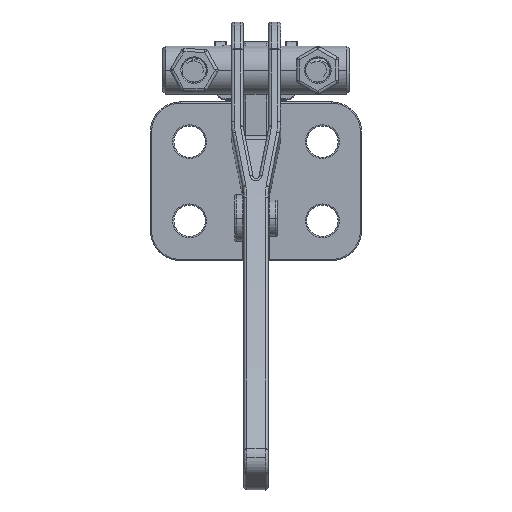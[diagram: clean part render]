
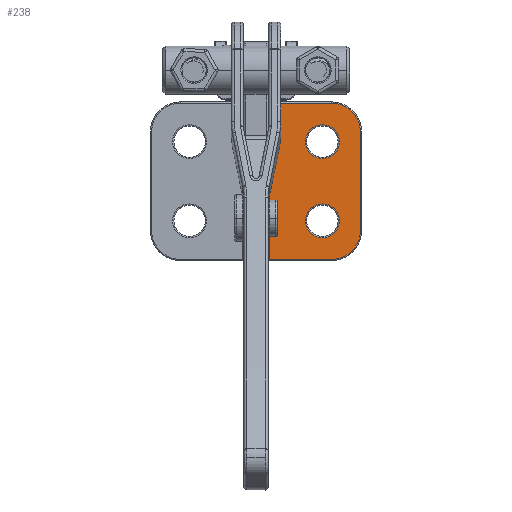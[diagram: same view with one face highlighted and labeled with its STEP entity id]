
A CAD part, top view. The second image highlights one B-rep face of the part: STEP entity #238.
In plain terms, the highlighted planar face has unit normal (0, 0, 1).
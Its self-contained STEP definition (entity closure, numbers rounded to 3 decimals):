
#171 = ORIENTED_EDGE ( 'NONE', *, *, #185, .T. ) ;
#185 = EDGE_CURVE ( 'NONE', #226, #227, #6625, .T. ) ;
#192 = VERTEX_POINT ( 'NONE', #6649 ) ;
#206 = VERTEX_POINT ( 'NONE', #6690 ) ;
#208 = EDGE_LOOP ( 'NONE', ( #171, #237, #210, #221, #218, #231 ) ) ;
#210 = ORIENTED_EDGE ( 'NONE', *, *, #236, .T. ) ;
#211 = EDGE_CURVE ( 'NONE', #235, #206, #6682, .T. ) ;
#213 = VERTEX_POINT ( 'NONE', #6673 ) ;
#217 = EDGE_CURVE ( 'NONE', #38071, #38081, #6683, .T. ) ;
#218 = ORIENTED_EDGE ( 'NONE', *, *, #229, .T. ) ;
#219 = EDGE_CURVE ( 'NONE', #213, #226, #6681, .T. ) ;
#221 = ORIENTED_EDGE ( 'NONE', *, *, #211, .T. ) ;
#222 = ORIENTED_EDGE ( 'NONE', *, *, #217, .T. ) ;
#226 = VERTEX_POINT ( 'NONE', #6744 ) ;
#227 = VERTEX_POINT ( 'NONE', #6742 ) ;
#228 = EDGE_CURVE ( 'NONE', #227, #192, #6745, .T. ) ;
#229 = EDGE_CURVE ( 'NONE', #206, #213, #6741, .T. ) ;
#230 = EDGE_LOOP ( 'NONE', ( #234, #257 ) ) ;
#231 = ORIENTED_EDGE ( 'NONE', *, *, #219, .T. ) ;
#232 = EDGE_LOOP ( 'NONE', ( #233, #222 ) ) ;
#233 = ORIENTED_EDGE ( 'NONE', *, *, #38077, .T. ) ;
#234 = ORIENTED_EDGE ( 'NONE', *, *, #38054, .T. ) ;
#235 = VERTEX_POINT ( 'NONE', #6746 ) ;
#236 = EDGE_CURVE ( 'NONE', #192, #235, #6731, .T. ) ;
#237 = ORIENTED_EDGE ( 'NONE', *, *, #228, .T. ) ;
#238 = ADVANCED_FACE ( 'NONE', ( #6735, #6740, #6728 ), #6724, .F. ) ;
#252 = EDGE_CURVE ( 'NONE', #38043, #38053, #6763, .T. ) ;
#257 = ORIENTED_EDGE ( 'NONE', *, *, #252, .T. ) ;
#6611 = DIRECTION ( 'NONE',  ( -1., 0., 0. ) ) ;
#6612 = DIRECTION ( 'NONE',  ( 0., 0., 1. ) ) ;
#6613 = CARTESIAN_POINT ( 'NONE',  ( 12.5, -13.15, 2. ) ) ;
#6620 = AXIS2_PLACEMENT_3D ( 'NONE', #6613, #6612, #6611 ) ;
#6625 = CIRCLE ( 'NONE', #6620, 4.8 ) ;
#6649 = CARTESIAN_POINT ( 'NONE',  ( 17.3, 3.15, 2. ) ) ;
#6663 = DIRECTION ( 'NONE',  ( -1., 0., 0. ) ) ;
#6664 = DIRECTION ( 'NONE',  ( 0., 0., -1. ) ) ;
#6665 = CARTESIAN_POINT ( 'NONE',  ( 11., -11.55, 2. ) ) ;
#6666 = AXIS2_PLACEMENT_3D ( 'NONE', #6665, #6664, #6663 ) ;
#6671 = DIRECTION ( 'NONE',  ( -1., 0., 0. ) ) ;
#6673 = CARTESIAN_POINT ( 'NONE',  ( 2.2, -17.95, 2. ) ) ;
#6677 = VECTOR ( 'NONE', #6671, 1000. ) ;
#6678 = CARTESIAN_POINT ( 'NONE',  ( 2., 7.95, 2. ) ) ;
#6679 = DIRECTION ( 'NONE',  ( 1., 0., 0. ) ) ;
#6680 = CARTESIAN_POINT ( 'NONE',  ( 17.5, -17.95, 2. ) ) ;
#6681 = LINE ( 'NONE', #6680, #6723 ) ;
#6682 = LINE ( 'NONE', #6678, #6677 ) ;
#6683 = CIRCLE ( 'NONE', #6666, 2.8 ) ;
#6690 = CARTESIAN_POINT ( 'NONE',  ( 2.2, 7.95, 2. ) ) ;
#6723 = VECTOR ( 'NONE', #6679, 1000. ) ;
#6724 = PLANE ( 'NONE',  #6736 ) ;
#6725 = DIRECTION ( 'NONE',  ( -1., 0., 0. ) ) ;
#6726 = DIRECTION ( 'NONE',  ( 0., 0., 1. ) ) ;
#6727 = CARTESIAN_POINT ( 'NONE',  ( 12.5, 3.15, 2. ) ) ;
#6728 = FACE_BOUND ( 'NONE', #230, .T. ) ;
#6731 = CIRCLE ( 'NONE', #6743, 4.8 ) ;
#6732 = DIRECTION ( 'NONE',  ( 0., -1., 0. ) ) ;
#6733 = VECTOR ( 'NONE', #6732, 1000. ) ;
#6734 = CARTESIAN_POINT ( 'NONE',  ( 2.2, -18.15, 2. ) ) ;
#6735 = FACE_OUTER_BOUND ( 'NONE', #208, .T. ) ;
#6736 = AXIS2_PLACEMENT_3D ( 'NONE', #6782, #6781, #6780 ) ;
#6737 = DIRECTION ( 'NONE',  ( 0., 1., 0. ) ) ;
#6738 = VECTOR ( 'NONE', #6737, 1000. ) ;
#6739 = CARTESIAN_POINT ( 'NONE',  ( 17.3, 18.15, 2. ) ) ;
#6740 = FACE_BOUND ( 'NONE', #232, .T. ) ;
#6741 = LINE ( 'NONE', #6734, #6733 ) ;
#6742 = CARTESIAN_POINT ( 'NONE',  ( 17.3, -13.15, 2. ) ) ;
#6743 = AXIS2_PLACEMENT_3D ( 'NONE', #6727, #6726, #6725 ) ;
#6744 = CARTESIAN_POINT ( 'NONE',  ( 12.5, -17.95, 2. ) ) ;
#6745 = LINE ( 'NONE', #6739, #6738 ) ;
#6746 = CARTESIAN_POINT ( 'NONE',  ( 12.5, 7.95, 2. ) ) ;
#6758 = CARTESIAN_POINT ( 'NONE',  ( 11., 1.55, 2. ) ) ;
#6763 = CIRCLE ( 'NONE', #6820, 2.8 ) ;
#6780 = DIRECTION ( 'NONE',  ( -1., 0., 0. ) ) ;
#6781 = DIRECTION ( 'NONE',  ( 0., 0., -1. ) ) ;
#6782 = CARTESIAN_POINT ( 'NONE',  ( 17.5, 18.15, 2. ) ) ;
#6818 = DIRECTION ( 'NONE',  ( -1., 0., 0. ) ) ;
#6819 = DIRECTION ( 'NONE',  ( 0., 0., -1. ) ) ;
#6820 = AXIS2_PLACEMENT_3D ( 'NONE', #6758, #6819, #6818 ) ;
#36200 = CARTESIAN_POINT ( 'NONE',  ( 13.8, 1.55, 2. ) ) ;
#36224 = DIRECTION ( 'NONE',  ( -1., 0., 0. ) ) ;
#36225 = DIRECTION ( 'NONE',  ( 0., 0., -1. ) ) ;
#36226 = CARTESIAN_POINT ( 'NONE',  ( 11., 1.55, 2. ) ) ;
#36227 = AXIS2_PLACEMENT_3D ( 'NONE', #36226, #36225, #36224 ) ;
#36233 = CIRCLE ( 'NONE', #36227, 2.8 ) ;
#36238 = CARTESIAN_POINT ( 'NONE',  ( 8.2, 1.55, 2. ) ) ;
#36273 = CARTESIAN_POINT ( 'NONE',  ( 11., -11.55, 2. ) ) ;
#36275 = CARTESIAN_POINT ( 'NONE',  ( 13.8, -11.55, 2. ) ) ;
#36286 = CARTESIAN_POINT ( 'NONE',  ( 8.2, -11.55, 2. ) ) ;
#36295 = DIRECTION ( 'NONE',  ( -1., 0., 0. ) ) ;
#36296 = DIRECTION ( 'NONE',  ( 0., 0., -1. ) ) ;
#36297 = AXIS2_PLACEMENT_3D ( 'NONE', #36273, #36296, #36295 ) ;
#36298 = CIRCLE ( 'NONE', #36297, 2.8 ) ;
#38043 = VERTEX_POINT ( 'NONE', #36200 ) ;
#38053 = VERTEX_POINT ( 'NONE', #36238 ) ;
#38054 = EDGE_CURVE ( 'NONE', #38053, #38043, #36233, .T. ) ;
#38071 = VERTEX_POINT ( 'NONE', #36275 ) ;
#38077 = EDGE_CURVE ( 'NONE', #38081, #38071, #36298, .T. ) ;
#38081 = VERTEX_POINT ( 'NONE', #36286 ) ;
